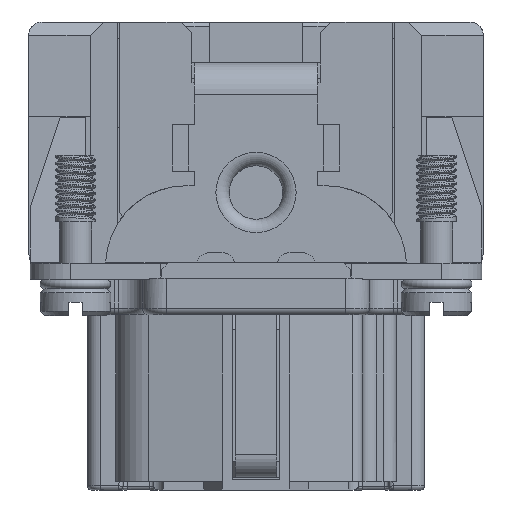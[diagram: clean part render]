
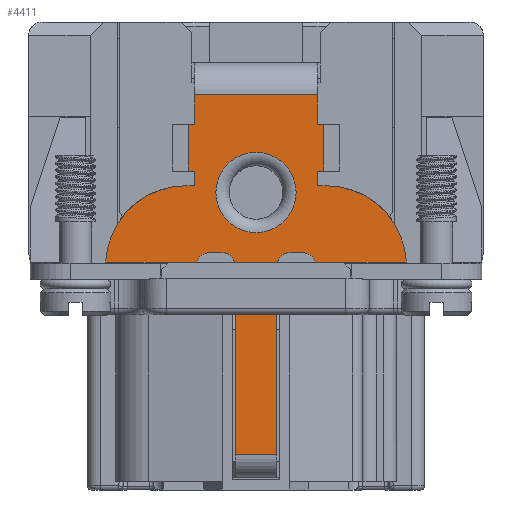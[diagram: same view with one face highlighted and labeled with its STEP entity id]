
A CAD part, left-side view. The second image highlights one B-rep face of the part: STEP entity #4411.
In plain terms, the highlighted planar face has unit normal (-1, 0, 0).
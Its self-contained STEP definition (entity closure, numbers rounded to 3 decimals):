
#1744=CIRCLE('',#45875,3.);
#1745=CIRCLE('',#45876,6.);
#1746=CIRCLE('',#45877,6.);
#1747=CIRCLE('',#45878,1.);
#1748=CIRCLE('',#45879,1.);
#1749=CIRCLE('',#45880,1.);
#1750=CIRCLE('',#45881,1.);
#2394=FACE_BOUND('',#10147,.T.);
#2395=FACE_BOUND('',#10148,.T.);
#4411=ADVANCED_FACE('',(#2394,#2395),#5981,.T.);
#5981=PLANE('',#45882);
#10147=EDGE_LOOP('',(#22271));
#10148=EDGE_LOOP('',(#22272,#22273,#22274,#22275,#22276,#22277,#22278,#22279,
#22280,#22281,#22282,#22283,#22284,#22285,#22286,#22287,#22288,#22289,#22290,
#22291,#22292,#22293,#22294,#22295,#22296,#22297));
#22271=ORIENTED_EDGE('',*,*,#33090,.T.);
#22272=ORIENTED_EDGE('',*,*,#33091,.T.);
#22273=ORIENTED_EDGE('',*,*,#33092,.F.);
#22274=ORIENTED_EDGE('',*,*,#33093,.F.);
#22275=ORIENTED_EDGE('',*,*,#33094,.F.);
#22276=ORIENTED_EDGE('',*,*,#33095,.F.);
#22277=ORIENTED_EDGE('',*,*,#33096,.T.);
#22278=ORIENTED_EDGE('',*,*,#33097,.F.);
#22279=ORIENTED_EDGE('',*,*,#33098,.T.);
#22280=ORIENTED_EDGE('',*,*,#33099,.T.);
#22281=ORIENTED_EDGE('',*,*,#33100,.F.);
#22282=ORIENTED_EDGE('',*,*,#33101,.F.);
#22283=ORIENTED_EDGE('',*,*,#33102,.T.);
#22284=ORIENTED_EDGE('',*,*,#33103,.T.);
#22285=ORIENTED_EDGE('',*,*,#33104,.T.);
#22286=ORIENTED_EDGE('',*,*,#33105,.T.);
#22287=ORIENTED_EDGE('',*,*,#33106,.T.);
#22288=ORIENTED_EDGE('',*,*,#33107,.F.);
#22289=ORIENTED_EDGE('',*,*,#33087,.T.);
#22290=ORIENTED_EDGE('',*,*,#33108,.F.);
#22291=ORIENTED_EDGE('',*,*,#33109,.T.);
#22292=ORIENTED_EDGE('',*,*,#33110,.F.);
#22293=ORIENTED_EDGE('',*,*,#33111,.T.);
#22294=ORIENTED_EDGE('',*,*,#33112,.F.);
#22295=ORIENTED_EDGE('',*,*,#33113,.T.);
#22296=ORIENTED_EDGE('',*,*,#33114,.F.);
#22297=ORIENTED_EDGE('',*,*,#33115,.F.);
#26878=VERTEX_POINT('',#79527);
#26879=VERTEX_POINT('',#79528);
#26880=VERTEX_POINT('',#79533);
#26881=VERTEX_POINT('',#79535);
#26882=VERTEX_POINT('',#79536);
#26883=VERTEX_POINT('',#79538);
#26884=VERTEX_POINT('',#79540);
#26885=VERTEX_POINT('',#79542);
#26886=VERTEX_POINT('',#79544);
#26887=VERTEX_POINT('',#79546);
#26888=VERTEX_POINT('',#79548);
#26889=VERTEX_POINT('',#79550);
#26890=VERTEX_POINT('',#79552);
#26891=VERTEX_POINT('',#79554);
#26892=VERTEX_POINT('',#79556);
#26893=VERTEX_POINT('',#79558);
#26894=VERTEX_POINT('',#79560);
#26895=VERTEX_POINT('',#79562);
#26896=VERTEX_POINT('',#79564);
#26897=VERTEX_POINT('',#79566);
#26898=VERTEX_POINT('',#79569);
#26899=VERTEX_POINT('',#79571);
#26900=VERTEX_POINT('',#79573);
#26901=VERTEX_POINT('',#79575);
#26902=VERTEX_POINT('',#79577);
#26903=VERTEX_POINT('',#79579);
#26904=VERTEX_POINT('',#79581);
#33087=EDGE_CURVE('',#26878,#26879,#37939,.T.);
#33090=EDGE_CURVE('',#26880,#26880,#1744,.T.);
#33091=EDGE_CURVE('',#26881,#26882,#1745,.T.);
#33092=EDGE_CURVE('',#26883,#26882,#37942,.T.);
#33093=EDGE_CURVE('',#26884,#26883,#37943,.T.);
#33094=EDGE_CURVE('',#26885,#26884,#37944,.T.);
#33095=EDGE_CURVE('',#26886,#26885,#37945,.T.);
#33096=EDGE_CURVE('',#26886,#26887,#37946,.T.);
#33097=EDGE_CURVE('',#26888,#26887,#37947,.T.);
#33098=EDGE_CURVE('',#26888,#26889,#37948,.T.);
#33099=EDGE_CURVE('',#26889,#26890,#37949,.T.);
#33100=EDGE_CURVE('',#26891,#26890,#37950,.T.);
#33101=EDGE_CURVE('',#26892,#26891,#37951,.T.);
#33102=EDGE_CURVE('',#26892,#26893,#37952,.T.);
#33103=EDGE_CURVE('',#26893,#26894,#37953,.T.);
#33104=EDGE_CURVE('',#26894,#26895,#37954,.T.);
#33105=EDGE_CURVE('',#26895,#26896,#1746,.T.);
#33106=EDGE_CURVE('',#26896,#26897,#37955,.T.);
#33107=EDGE_CURVE('',#26878,#26897,#1747,.T.);
#33108=EDGE_CURVE('',#26898,#26879,#1748,.T.);
#33109=EDGE_CURVE('',#26898,#26899,#37956,.T.);
#33110=EDGE_CURVE('',#26900,#26899,#37957,.T.);
#33111=EDGE_CURVE('',#26900,#26901,#37958,.T.);
#33112=EDGE_CURVE('',#26902,#26901,#1749,.T.);
#33113=EDGE_CURVE('',#26902,#26903,#37959,.T.);
#33114=EDGE_CURVE('',#26904,#26903,#1750,.T.);
#33115=EDGE_CURVE('',#26881,#26904,#37960,.T.);
#37939=LINE('',#79526,#42673);
#37942=LINE('',#79537,#42676);
#37943=LINE('',#79539,#42677);
#37944=LINE('',#79541,#42678);
#37945=LINE('',#79543,#42679);
#37946=LINE('',#79545,#42680);
#37947=LINE('',#79547,#42681);
#37948=LINE('',#79549,#42682);
#37949=LINE('',#79551,#42683);
#37950=LINE('',#79553,#42684);
#37951=LINE('',#79555,#42685);
#37952=LINE('',#79557,#42686);
#37953=LINE('',#79559,#42687);
#37954=LINE('',#79561,#42688);
#37955=LINE('',#79565,#42689);
#37956=LINE('',#79570,#42690);
#37957=LINE('',#79572,#42691);
#37958=LINE('',#79574,#42692);
#37959=LINE('',#79578,#42693);
#37960=LINE('',#79582,#42694);
#42673=VECTOR('',#56714,1.);
#42676=VECTOR('',#56723,1.);
#42677=VECTOR('',#56724,1.);
#42678=VECTOR('',#56725,1.);
#42679=VECTOR('',#56726,1.);
#42680=VECTOR('',#56727,1.);
#42681=VECTOR('',#56728,1.);
#42682=VECTOR('',#56729,1.);
#42683=VECTOR('',#56730,1.);
#42684=VECTOR('',#56731,1.);
#42685=VECTOR('',#56732,1.);
#42686=VECTOR('',#56733,1.);
#42687=VECTOR('',#56734,1.);
#42688=VECTOR('',#56735,1.);
#42689=VECTOR('',#56738,1.);
#42690=VECTOR('',#56743,1.);
#42691=VECTOR('',#56744,1.);
#42692=VECTOR('',#56745,1.);
#42693=VECTOR('',#56748,1.);
#42694=VECTOR('',#56751,1.);
#45875=AXIS2_PLACEMENT_3D('',#79532,#56719,#56720);
#45876=AXIS2_PLACEMENT_3D('',#79534,#56721,#56722);
#45877=AXIS2_PLACEMENT_3D('',#79563,#56736,#56737);
#45878=AXIS2_PLACEMENT_3D('',#79567,#56739,#56740);
#45879=AXIS2_PLACEMENT_3D('',#79568,#56741,#56742);
#45880=AXIS2_PLACEMENT_3D('',#79576,#56746,#56747);
#45881=AXIS2_PLACEMENT_3D('',#79580,#56749,#56750);
#45882=AXIS2_PLACEMENT_3D('',#79583,#56752,#56753);
#56714=DIRECTION('',(0.,-1.,0.));
#56719=DIRECTION('',(1.,0.,0.));
#56720=DIRECTION('',(0.,0.,1.));
#56721=DIRECTION('',(-1.,0.,0.));
#56722=DIRECTION('',(0.,0.,1.));
#56723=DIRECTION('',(0.,-1.,0.));
#56724=DIRECTION('',(0.,0.,-1.));
#56725=DIRECTION('',(0.,1.,0.));
#56726=DIRECTION('',(0.,0.,-1.));
#56727=DIRECTION('',(0.,1.,0.));
#56728=DIRECTION('',(0.,0.,-1.));
#56729=DIRECTION('',(0.,1.,0.));
#56730=DIRECTION('',(0.,0.,-1.));
#56731=DIRECTION('',(0.,-1.,0.));
#56732=DIRECTION('',(0.,0.,1.));
#56733=DIRECTION('',(0.,-1.,0.));
#56734=DIRECTION('',(0.,0.,-1.));
#56735=DIRECTION('',(0.,1.,0.));
#56736=DIRECTION('',(-1.,0.,0.));
#56737=DIRECTION('',(0.,0.,1.));
#56738=DIRECTION('',(0.,-1.,0.));
#56739=DIRECTION('',(-1.,0.,0.));
#56740=DIRECTION('',(0.,0.,1.));
#56741=DIRECTION('',(-1.,0.,0.));
#56742=DIRECTION('',(0.,0.,1.));
#56743=DIRECTION('',(0.,0.,-1.));
#56744=DIRECTION('',(0.,1.,0.));
#56745=DIRECTION('',(0.,0.,1.));
#56746=DIRECTION('',(-1.,0.,0.));
#56747=DIRECTION('',(0.,0.,1.));
#56748=DIRECTION('',(0.,-1.,0.));
#56749=DIRECTION('',(-1.,0.,0.));
#56750=DIRECTION('',(0.,0.,1.));
#56751=DIRECTION('',(0.,1.,0.));
#56752=DIRECTION('',(-1.,0.,0.));
#56753=DIRECTION('',(0.,0.,1.));
#79526=CARTESIAN_POINT('',(-22.6,0.,4.7));
#79527=CARTESIAN_POINT('',(-22.6,3.5,4.7));
#79528=CARTESIAN_POINT('',(-22.6,2.55,4.7));
#79532=CARTESIAN_POINT('',(-22.6,0.,9.2));
#79533=CARTESIAN_POINT('',(-22.6,0.,12.2));
#79534=CARTESIAN_POINT('',(-22.6,-5.25,3.7));
#79535=CARTESIAN_POINT('',(-22.6,-11.242,4.));
#79536=CARTESIAN_POINT('',(-22.6,-5.25,9.7));
#79537=CARTESIAN_POINT('',(-22.6,0.,9.7));
#79538=CARTESIAN_POINT('',(-22.6,-4.6,9.7));
#79539=CARTESIAN_POINT('',(-22.6,-4.6,2.5));
#79540=CARTESIAN_POINT('',(-22.6,-4.6,10.8));
#79541=CARTESIAN_POINT('',(-22.6,0.,10.8));
#79542=CARTESIAN_POINT('',(-22.6,-5.05,10.8));
#79543=CARTESIAN_POINT('',(-22.6,-5.05,2.5));
#79544=CARTESIAN_POINT('',(-22.6,-5.05,14.3));
#79545=CARTESIAN_POINT('',(-22.6,0.,14.3));
#79546=CARTESIAN_POINT('',(-22.6,-4.6,14.3));
#79547=CARTESIAN_POINT('',(-22.6,-4.6,2.5));
#79548=CARTESIAN_POINT('',(-22.6,-4.6,16.5));
#79549=CARTESIAN_POINT('',(-22.6,0.,16.5));
#79550=CARTESIAN_POINT('',(-22.6,4.6,16.5));
#79551=CARTESIAN_POINT('',(-22.6,4.6,2.5));
#79552=CARTESIAN_POINT('',(-22.6,4.6,14.3));
#79553=CARTESIAN_POINT('',(-22.6,3.7,14.3));
#79554=CARTESIAN_POINT('',(-22.6,5.05,14.3));
#79555=CARTESIAN_POINT('',(-22.6,5.05,2.5));
#79556=CARTESIAN_POINT('',(-22.6,5.05,10.8));
#79557=CARTESIAN_POINT('',(-22.6,4.65,10.8));
#79558=CARTESIAN_POINT('',(-22.6,4.6,10.8));
#79559=CARTESIAN_POINT('',(-22.6,4.6,2.5));
#79560=CARTESIAN_POINT('',(-22.6,4.6,9.7));
#79561=CARTESIAN_POINT('',(-22.6,4.5,9.7));
#79562=CARTESIAN_POINT('',(-22.6,5.25,9.7));
#79563=CARTESIAN_POINT('',(-22.6,5.25,3.7));
#79564=CARTESIAN_POINT('',(-22.6,11.242,4.));
#79565=CARTESIAN_POINT('',(-22.6,0.,4.));
#79566=CARTESIAN_POINT('',(-22.6,4.454,4.));
#79567=CARTESIAN_POINT('',(-22.6,3.5,3.7));
#79568=CARTESIAN_POINT('',(-22.6,2.55,3.7));
#79569=CARTESIAN_POINT('',(-22.6,1.55,3.7));
#79570=CARTESIAN_POINT('',(-22.6,1.55,1.7));
#79571=CARTESIAN_POINT('',(-22.6,1.55,-10.4));
#79572=CARTESIAN_POINT('',(-22.6,0.,-10.4));
#79573=CARTESIAN_POINT('',(-22.6,-1.55,-10.4));
#79574=CARTESIAN_POINT('',(-22.6,-1.55,1.7));
#79575=CARTESIAN_POINT('',(-22.6,-1.55,3.7));
#79576=CARTESIAN_POINT('',(-22.6,-2.55,3.7));
#79577=CARTESIAN_POINT('',(-22.6,-2.55,4.7));
#79578=CARTESIAN_POINT('',(-22.6,0.,4.7));
#79579=CARTESIAN_POINT('',(-22.6,-3.5,4.7));
#79580=CARTESIAN_POINT('',(-22.6,-3.5,3.7));
#79581=CARTESIAN_POINT('',(-22.6,-4.454,4.));
#79582=CARTESIAN_POINT('',(-22.6,-11.25,4.));
#79583=CARTESIAN_POINT('',(-22.6,0.,2.5));
